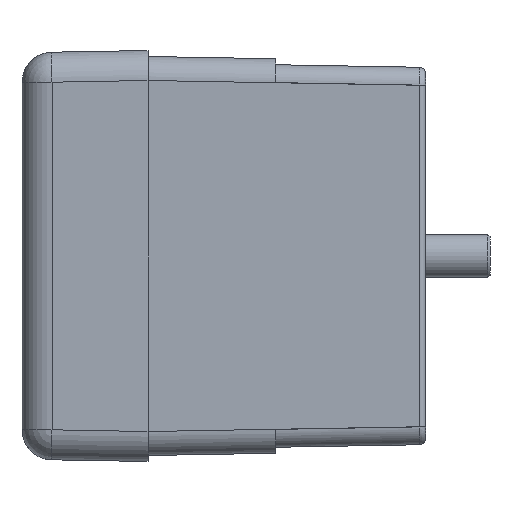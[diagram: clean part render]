
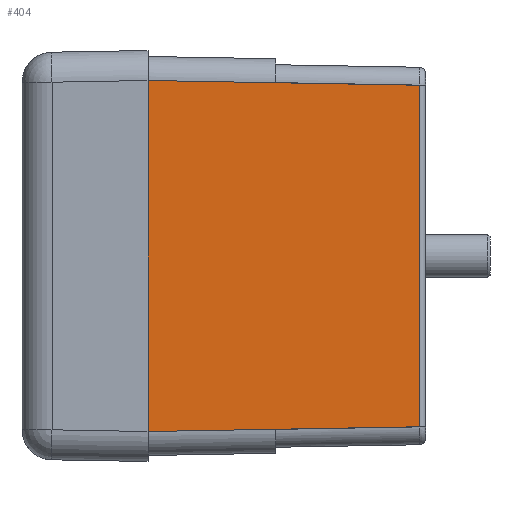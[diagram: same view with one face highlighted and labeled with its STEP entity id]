
A CAD part, left-side view. The second image highlights one B-rep face of the part: STEP entity #404.
In plain terms, the highlighted planar face has unit normal (-1, 0, 0).
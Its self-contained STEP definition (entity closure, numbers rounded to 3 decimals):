
#404=ADVANCED_FACE('',(#758),#613,.F.);
#613=PLANE('',#4042);
#758=FACE_OUTER_BOUND('',#968,.T.);
#968=EDGE_LOOP('',(#1359,#1360,#1361,#1362));
#1359=ORIENTED_EDGE('',*,*,#2801,.T.);
#1360=ORIENTED_EDGE('',*,*,#2802,.T.);
#1361=ORIENTED_EDGE('',*,*,#2803,.T.);
#1362=ORIENTED_EDGE('',*,*,#2790,.F.);
#2400=VERTEX_POINT('',#5697);
#2401=VERTEX_POINT('',#5698);
#2409=VERTEX_POINT('',#5719);
#2410=VERTEX_POINT('',#5721);
#2790=EDGE_CURVE('',#2400,#2401,#3305,.T.);
#2801=EDGE_CURVE('',#2400,#2409,#3316,.T.);
#2802=EDGE_CURVE('',#2409,#2410,#3317,.T.);
#2803=EDGE_CURVE('',#2410,#2401,#3318,.T.);
#3305=LINE('',#5696,#3675);
#3316=LINE('',#5718,#3686);
#3317=LINE('',#5720,#3687);
#3318=LINE('',#5722,#3688);
#3675=VECTOR('',#4581,1.);
#3686=VECTOR('',#4596,1.);
#3687=VECTOR('',#4597,1.);
#3688=VECTOR('',#4598,1.);
#4042=AXIS2_PLACEMENT_3D('',#5723,#4599,#4600);
#4581=DIRECTION('',(0.,0.,1.));
#4596=DIRECTION('',(0.,-1.,0.017));
#4597=DIRECTION('',(0.,0.,1.));
#4598=DIRECTION('',(0.,1.,0.017));
#4599=DIRECTION('',(1.,0.,0.));
#4600=DIRECTION('',(0.,0.,-1.));
#5696=CARTESIAN_POINT('',(-44.55,0.,26.4));
#5697=CARTESIAN_POINT('',(-44.55,0.,0.25));
#5698=CARTESIAN_POINT('',(-44.55,0.,23.65));
#5718=CARTESIAN_POINT('',(-44.55,6.742,0.133));
#5719=CARTESIAN_POINT('',(-44.55,-18.1,0.566));
#5720=CARTESIAN_POINT('',(-44.55,-18.1,23.327));
#5721=CARTESIAN_POINT('',(-44.55,-18.1,23.334));
#5722=CARTESIAN_POINT('',(-44.55,0.028,23.65));
#5723=CARTESIAN_POINT('',(-44.55,7.2,26.4));
